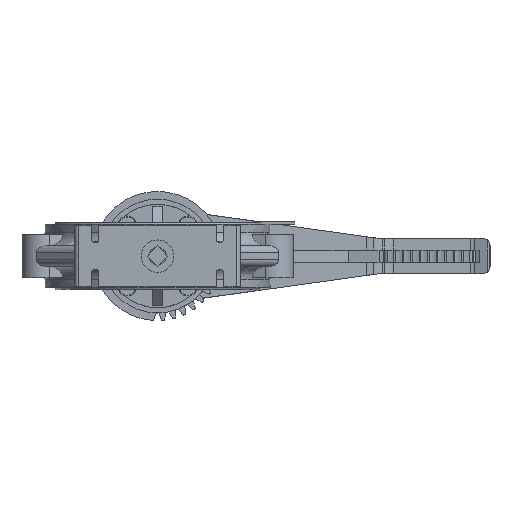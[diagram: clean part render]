
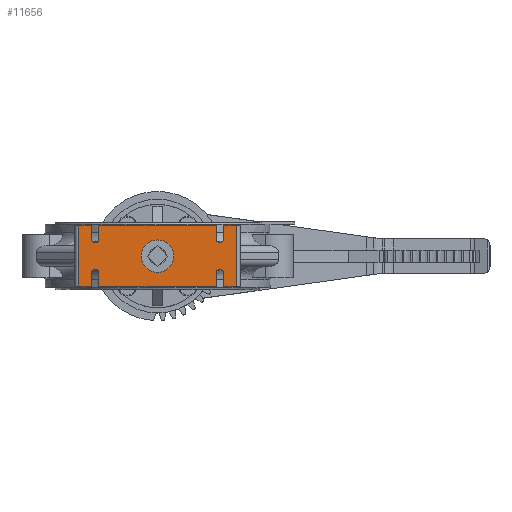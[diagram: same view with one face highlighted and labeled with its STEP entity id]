
A CAD part, front view. The second image highlights one B-rep face of the part: STEP entity #11656.
In plain terms, the highlighted planar face has unit normal (0, -1, 0).
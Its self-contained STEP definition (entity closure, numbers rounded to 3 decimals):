
#58=FACE_BOUND('',#1426,.T.);
#801=FACE_OUTER_BOUND('',#1425,.T.);
#1425=EDGE_LOOP('',(#9443,#9444,#9445,#9446,#9447,#9448,#9449,#9450,#9451,
#9452,#9453,#9454,#9455,#9456,#9457,#9458,#9459,#9460,#9461,#9462));
#1426=EDGE_LOOP('',(#9463));
#1700=CIRCLE('',#11980,18.783);
#2035=CIRCLE('',#12693,4.5);
#2038=CIRCLE('',#12699,4.5);
#2039=CIRCLE('',#12700,4.5);
#2040=CIRCLE('',#12701,4.5);
#2851=LINE('',#19581,#3945);
#2860=LINE('',#19701,#3954);
#2866=LINE('',#19715,#3960);
#2868=LINE('',#19721,#3962);
#2871=LINE('',#19731,#3965);
#2874=LINE('',#19739,#3968);
#2877=LINE('',#19744,#3971);
#2878=LINE('',#19746,#3972);
#2879=LINE('',#19750,#3973);
#2880=LINE('',#19752,#3974);
#2881=LINE('',#19754,#3975);
#2882=LINE('',#19757,#3976);
#2883=LINE('',#19759,#3977);
#2884=LINE('',#19761,#3978);
#2885=LINE('',#19763,#3979);
#2886=LINE('',#19766,#3980);
#3945=VECTOR('',#15308,1.);
#3954=VECTOR('',#15339,1.);
#3960=VECTOR('',#15349,1.);
#3962=VECTOR('',#15353,1.);
#3965=VECTOR('',#15366,1.);
#3968=VECTOR('',#15373,1.);
#3971=VECTOR('',#15378,1.);
#3972=VECTOR('',#15379,1.);
#3973=VECTOR('',#15382,1.);
#3974=VECTOR('',#15383,1.);
#3975=VECTOR('',#15384,1.);
#3976=VECTOR('',#15387,1.);
#3977=VECTOR('',#15388,1.);
#3978=VECTOR('',#15389,1.);
#3979=VECTOR('',#15390,1.);
#3980=VECTOR('',#15393,1.);
#4441=VERTEX_POINT('',#16915);
#5138=VERTEX_POINT('',#19578);
#5139=VERTEX_POINT('',#19580);
#5154=VERTEX_POINT('',#19698);
#5155=VERTEX_POINT('',#19700);
#5159=VERTEX_POINT('',#19709);
#5161=VERTEX_POINT('',#19713);
#5162=VERTEX_POINT('',#19717);
#5164=VERTEX_POINT('',#19720);
#5166=VERTEX_POINT('',#19729);
#5169=VERTEX_POINT('',#19738);
#5171=VERTEX_POINT('',#19745);
#5172=VERTEX_POINT('',#19747);
#5173=VERTEX_POINT('',#19749);
#5174=VERTEX_POINT('',#19751);
#5175=VERTEX_POINT('',#19753);
#5176=VERTEX_POINT('',#19755);
#5177=VERTEX_POINT('',#19758);
#5178=VERTEX_POINT('',#19760);
#5179=VERTEX_POINT('',#19762);
#5180=VERTEX_POINT('',#19764);
#5613=EDGE_CURVE('',#4441,#4441,#1700,.T.);
#6651=EDGE_CURVE('',#5139,#5138,#2851,.T.);
#6672=EDGE_CURVE('',#5155,#5154,#2860,.T.);
#6679=EDGE_CURVE('',#5159,#5161,#2866,.T.);
#6681=EDGE_CURVE('',#5164,#5162,#2868,.T.);
#6685=EDGE_CURVE('',#5161,#5164,#2035,.T.);
#6687=EDGE_CURVE('',#5162,#5166,#2871,.T.);
#6691=EDGE_CURVE('',#5169,#5159,#2874,.T.);
#6694=EDGE_CURVE('',#5139,#5166,#2877,.T.);
#6695=EDGE_CURVE('',#5138,#5171,#2878,.T.);
#6696=EDGE_CURVE('',#5171,#5172,#2038,.T.);
#6697=EDGE_CURVE('',#5172,#5173,#2879,.T.);
#6698=EDGE_CURVE('',#5173,#5174,#2880,.T.);
#6699=EDGE_CURVE('',#5174,#5175,#2881,.T.);
#6700=EDGE_CURVE('',#5175,#5176,#2039,.T.);
#6701=EDGE_CURVE('',#5176,#5155,#2882,.T.);
#6702=EDGE_CURVE('',#5154,#5177,#2883,.T.);
#6703=EDGE_CURVE('',#5177,#5178,#2884,.T.);
#6704=EDGE_CURVE('',#5178,#5179,#2885,.T.);
#6705=EDGE_CURVE('',#5179,#5180,#2040,.T.);
#6706=EDGE_CURVE('',#5180,#5169,#2886,.T.);
#9443=ORIENTED_EDGE('',*,*,#6679,.T.);
#9444=ORIENTED_EDGE('',*,*,#6685,.T.);
#9445=ORIENTED_EDGE('',*,*,#6681,.T.);
#9446=ORIENTED_EDGE('',*,*,#6687,.T.);
#9447=ORIENTED_EDGE('',*,*,#6694,.F.);
#9448=ORIENTED_EDGE('',*,*,#6651,.T.);
#9449=ORIENTED_EDGE('',*,*,#6695,.T.);
#9450=ORIENTED_EDGE('',*,*,#6696,.T.);
#9451=ORIENTED_EDGE('',*,*,#6697,.T.);
#9452=ORIENTED_EDGE('',*,*,#6698,.T.);
#9453=ORIENTED_EDGE('',*,*,#6699,.T.);
#9454=ORIENTED_EDGE('',*,*,#6700,.T.);
#9455=ORIENTED_EDGE('',*,*,#6701,.T.);
#9456=ORIENTED_EDGE('',*,*,#6672,.T.);
#9457=ORIENTED_EDGE('',*,*,#6702,.T.);
#9458=ORIENTED_EDGE('',*,*,#6703,.T.);
#9459=ORIENTED_EDGE('',*,*,#6704,.T.);
#9460=ORIENTED_EDGE('',*,*,#6705,.T.);
#9461=ORIENTED_EDGE('',*,*,#6706,.T.);
#9462=ORIENTED_EDGE('',*,*,#6691,.T.);
#9463=ORIENTED_EDGE('',*,*,#5613,.T.);
#10860=PLANE('',#12698);
#11656=ADVANCED_FACE('',(#801,#58),#10860,.T.);
#11980=AXIS2_PLACEMENT_3D('',#16917,#13278,#13279);
#12693=AXIS2_PLACEMENT_3D('',#19727,#15360,#15361);
#12698=AXIS2_PLACEMENT_3D('',#19743,#15376,#15377);
#12699=AXIS2_PLACEMENT_3D('',#19748,#15380,#15381);
#12700=AXIS2_PLACEMENT_3D('',#19756,#15385,#15386);
#12701=AXIS2_PLACEMENT_3D('',#19765,#15391,#15392);
#13278=DIRECTION('center_axis',(0.,1.,0.));
#13279=DIRECTION('ref_axis',(1.,0.,0.));
#15308=DIRECTION('',(1.,0.,0.));
#15339=DIRECTION('',(1.,0.,0.));
#15349=DIRECTION('',(0.,0.,-1.));
#15353=DIRECTION('',(0.,0.,1.));
#15360=DIRECTION('center_axis',(0.,1.,0.));
#15361=DIRECTION('ref_axis',(1.,0.,0.));
#15366=DIRECTION('',(-1.,0.,0.));
#15373=DIRECTION('',(-1.,0.,0.));
#15376=DIRECTION('center_axis',(0.,-1.,0.));
#15377=DIRECTION('ref_axis',(1.,0.,0.));
#15378=DIRECTION('',(0.,0.,1.));
#15379=DIRECTION('',(0.,0.,1.));
#15380=DIRECTION('center_axis',(0.,1.,0.));
#15381=DIRECTION('ref_axis',(-1.,0.,0.));
#15382=DIRECTION('',(0.,0.,-1.));
#15383=DIRECTION('',(1.,0.,0.));
#15384=DIRECTION('',(0.,0.,1.));
#15385=DIRECTION('center_axis',(0.,1.,0.));
#15386=DIRECTION('ref_axis',(-1.,0.,0.));
#15387=DIRECTION('',(0.,0.,-1.));
#15388=DIRECTION('',(0.,0.,1.));
#15389=DIRECTION('',(-1.,0.,0.));
#15390=DIRECTION('',(0.,0.,-1.));
#15391=DIRECTION('center_axis',(0.,1.,0.));
#15392=DIRECTION('ref_axis',(1.,0.,0.));
#15393=DIRECTION('',(0.,0.,1.));
#16915=CARTESIAN_POINT('',(-18.783,-175.,0.));
#16917=CARTESIAN_POINT('Origin',(0.,-175.,0.));
#19578=CARTESIAN_POINT('',(-77.,-175.,-35.5));
#19580=CARTESIAN_POINT('',(-91.319,-175.,-35.5));
#19581=CARTESIAN_POINT('',(-91.319,-175.,-35.5));
#19698=CARTESIAN_POINT('',(91.319,-175.,-35.5));
#19700=CARTESIAN_POINT('',(77.,-175.,-35.5));
#19701=CARTESIAN_POINT('',(-91.319,-175.,-35.5));
#19709=CARTESIAN_POINT('',(-68.,-175.,35.5));
#19713=CARTESIAN_POINT('',(-68.,-175.,20.));
#19715=CARTESIAN_POINT('',(-68.,-175.,-0.25));
#19717=CARTESIAN_POINT('',(-77.,-175.,35.5));
#19720=CARTESIAN_POINT('',(-77.,-175.,20.));
#19721=CARTESIAN_POINT('',(-77.,-175.,-2.75));
#19727=CARTESIAN_POINT('Origin',(-72.5,-175.,20.));
#19729=CARTESIAN_POINT('',(-91.319,-175.,35.5));
#19731=CARTESIAN_POINT('',(-91.319,-175.,35.5));
#19738=CARTESIAN_POINT('',(68.,-175.,35.5));
#19739=CARTESIAN_POINT('',(-91.319,-175.,35.5));
#19743=CARTESIAN_POINT('Origin',(0.,-175.,-35.5));
#19744=CARTESIAN_POINT('',(-91.319,-175.,-35.5));
#19745=CARTESIAN_POINT('',(-77.,-175.,-20.));
#19746=CARTESIAN_POINT('',(-77.,-175.,-32.75));
#19747=CARTESIAN_POINT('',(-68.,-175.,-20.));
#19748=CARTESIAN_POINT('Origin',(-72.5,-175.,-20.));
#19749=CARTESIAN_POINT('',(-68.,-175.,-35.5));
#19750=CARTESIAN_POINT('',(-68.,-175.,-30.25));
#19751=CARTESIAN_POINT('',(68.,-175.,-35.5));
#19752=CARTESIAN_POINT('',(-91.319,-175.,-35.5));
#19753=CARTESIAN_POINT('',(68.,-175.,-20.));
#19754=CARTESIAN_POINT('',(68.,-175.,-32.75));
#19755=CARTESIAN_POINT('',(77.,-175.,-20.));
#19756=CARTESIAN_POINT('Origin',(72.5,-175.,-20.));
#19757=CARTESIAN_POINT('',(77.,-175.,-30.25));
#19758=CARTESIAN_POINT('',(91.319,-175.,35.5));
#19759=CARTESIAN_POINT('',(91.319,-175.,-35.5));
#19760=CARTESIAN_POINT('',(77.,-175.,35.5));
#19761=CARTESIAN_POINT('',(-91.319,-175.,35.5));
#19762=CARTESIAN_POINT('',(77.,-175.,20.));
#19763=CARTESIAN_POINT('',(77.,-175.,-0.25));
#19764=CARTESIAN_POINT('',(68.,-175.,20.));
#19765=CARTESIAN_POINT('Origin',(72.5,-175.,20.));
#19766=CARTESIAN_POINT('',(68.,-175.,-2.75));
